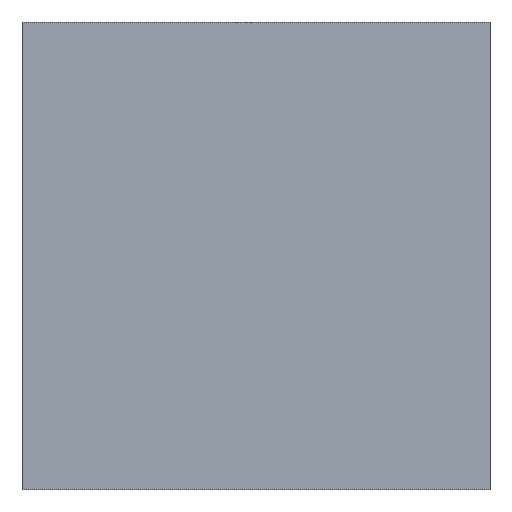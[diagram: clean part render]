
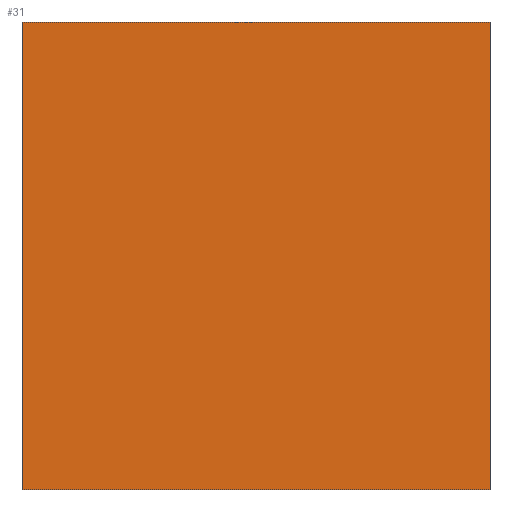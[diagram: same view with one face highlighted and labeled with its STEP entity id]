
A CAD part, top view. The second image highlights one B-rep face of the part: STEP entity #31.
In plain terms, the highlighted free-form (B-spline) face has degree [1, 1] with [2, 2] control points.
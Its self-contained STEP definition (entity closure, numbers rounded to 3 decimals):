
#31 = ADVANCED_FACE('',(#32),#62,.T.);
#32 = FACE_BOUND('',#33,.T.);
#33 = EDGE_LOOP('',(#34,#43,#50,#57));
#34 = ORIENTED_EDGE('',*,*,#35,.F.);
#35 = EDGE_CURVE('',#36,#38,#40,.T.);
#36 = VERTEX_POINT('',#37);
#37 = CARTESIAN_POINT('',(0.,0.,130.));
#38 = VERTEX_POINT('',#39);
#39 = CARTESIAN_POINT('',(0.,90.,130.));
#40 = B_SPLINE_CURVE_WITH_KNOTS('',1,(#41,#42),.UNSPECIFIED.,.F.,.F.,(2,
    2),(0.,1.),.PIECEWISE_BEZIER_KNOTS.);
#41 = CARTESIAN_POINT('',(0.,0.,130.));
#42 = CARTESIAN_POINT('',(0.,90.,130.));
#43 = ORIENTED_EDGE('',*,*,#44,.T.);
#44 = EDGE_CURVE('',#36,#45,#47,.T.);
#45 = VERTEX_POINT('',#46);
#46 = CARTESIAN_POINT('',(90.,0.,130.));
#47 = B_SPLINE_CURVE_WITH_KNOTS('',1,(#48,#49),.UNSPECIFIED.,.F.,.F.,(2,
    2),(0.,1.),.PIECEWISE_BEZIER_KNOTS.);
#48 = CARTESIAN_POINT('',(0.,0.,130.));
#49 = CARTESIAN_POINT('',(90.,0.,130.));
#50 = ORIENTED_EDGE('',*,*,#51,.T.);
#51 = EDGE_CURVE('',#45,#52,#54,.T.);
#52 = VERTEX_POINT('',#53);
#53 = CARTESIAN_POINT('',(90.,90.,130.));
#54 = B_SPLINE_CURVE_WITH_KNOTS('',1,(#55,#56),.UNSPECIFIED.,.F.,.F.,(2,
    2),(0.,1.),.PIECEWISE_BEZIER_KNOTS.);
#55 = CARTESIAN_POINT('',(90.,0.,130.));
#56 = CARTESIAN_POINT('',(90.,90.,130.));
#57 = ORIENTED_EDGE('',*,*,#58,.F.);
#58 = EDGE_CURVE('',#38,#52,#59,.T.);
#59 = B_SPLINE_CURVE_WITH_KNOTS('',1,(#60,#61),.UNSPECIFIED.,.F.,.F.,(2,
    2),(0.,1.),.PIECEWISE_BEZIER_KNOTS.);
#60 = CARTESIAN_POINT('',(0.,90.,130.));
#61 = CARTESIAN_POINT('',(90.,90.,130.));
#62 = B_SPLINE_SURFACE_WITH_KNOTS('',1,1,(
    (#63,#64)
    ,(#65,#66)),.UNSPECIFIED.,.F.,.F.,.F.,(2,2),(2,2),(0.,1.),(0.,1.),
  .PIECEWISE_BEZIER_KNOTS.);
#63 = CARTESIAN_POINT('',(0.,0.,130.));
#64 = CARTESIAN_POINT('',(0.,90.,130.));
#65 = CARTESIAN_POINT('',(90.,0.,130.));
#66 = CARTESIAN_POINT('',(90.,90.,130.));
